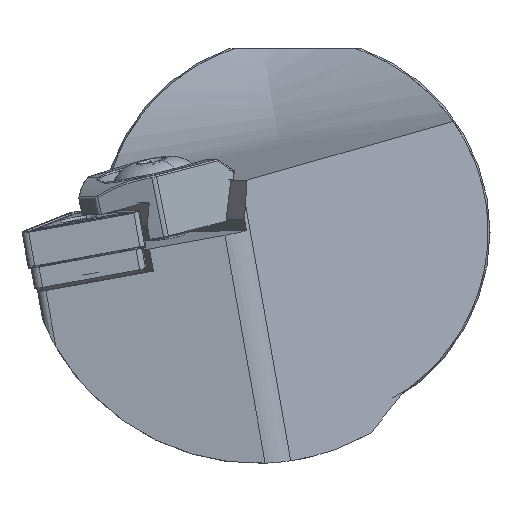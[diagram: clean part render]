
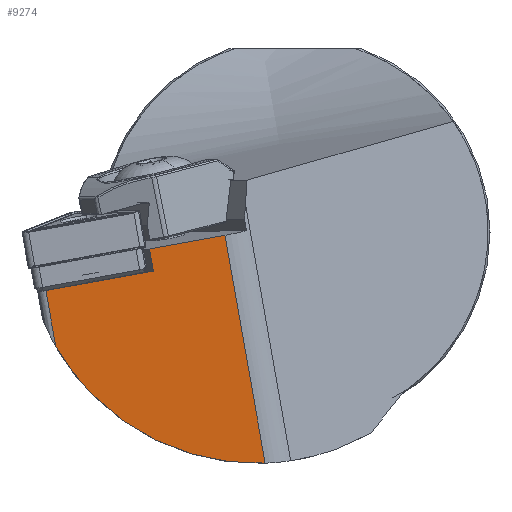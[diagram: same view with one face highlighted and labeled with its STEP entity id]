
A CAD part, left-side view. The second image highlights one B-rep face of the part: STEP entity #9274.
In plain terms, the highlighted planar face has unit normal (-0.993, -0.069, -0.094).
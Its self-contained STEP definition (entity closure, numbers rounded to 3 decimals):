
#91 = VECTOR ( 'NONE', #7033, 1000. ) ;
#637 = CARTESIAN_POINT ( 'NONE',  ( -245.021, -15.501, -3.267 ) ) ;
#984 = EDGE_CURVE ( 'NONE', #8969, #3153, #3515, .T. ) ;
#1029 = LINE ( 'NONE', #5879, #8756 ) ;
#1160 = FACE_OUTER_BOUND ( 'NONE', #7329, .T. ) ;
#1245 = AXIS2_PLACEMENT_3D ( 'NONE', #1994, #2067, #8797 ) ;
#1728 = CARTESIAN_POINT ( 'NONE',  ( -245.186, 6.197, -17.508 ) ) ;
#1741 = CARTESIAN_POINT ( 'NONE',  ( -186.979, -89.97, -562.896 ) ) ;
#1844 = EDGE_CURVE ( 'NONE', #5912, #8969, #2212, .T. ) ;
#1994 = CARTESIAN_POINT ( 'NONE',  ( -186.979, -89.97, -562.896 ) ) ;
#2067 = DIRECTION ( 'NONE',  ( 0.993, 0.069, 0.094 ) ) ;
#2097 = VERTEX_POINT ( 'NONE', #637 ) ;
#2212 = LINE ( 'NONE', #4003, #91 ) ;
#2558 = CARTESIAN_POINT ( 'NONE',  ( -245.528, -5.829, -5.026 ) ) ;
#2581 = VECTOR ( 'NONE', #7360, 1000. ) ;
#2792 = CARTESIAN_POINT ( 'NONE',  ( -185.75, -113.426, -558.628 ) ) ;
#2895 = CARTESIAN_POINT ( 'NONE',  ( -245.95, 7.458, -10.355 ) ) ;
#3153 = VERTEX_POINT ( 'NONE', #2558 ) ;
#3245 =( BOUNDED_CURVE ( )  B_SPLINE_CURVE ( 3, ( #7191, #8698, #6351, #5666 ),
 .UNSPECIFIED., .F., .F. ) 
 B_SPLINE_CURVE_WITH_KNOTS ( ( 4, 4 ),
 ( 3.74, 4.83 ),
 .UNSPECIFIED. ) 
 CURVE ( )  GEOMETRIC_REPRESENTATION_ITEM ( )  RATIONAL_B_SPLINE_CURVE ( ( 1., 0.903, 0.903, 1. ) ) 
 REPRESENTATION_ITEM ( '' )  );
#3515 = LINE ( 'NONE', #5544, #4460 ) ;
#3552 = LINE ( 'NONE', #1741, #7743 ) ;
#3712 = CARTESIAN_POINT ( 'NONE',  ( -245.227, -6.327, -7.847 ) ) ;
#4003 = CARTESIAN_POINT ( 'NONE',  ( -245.95, 7.458, -10.355 ) ) ;
#4041 = DIRECTION ( 'NONE',  ( -0.105, 0.173, 0.979 ) ) ;
#4278 = ORIENTED_EDGE ( 'NONE', *, *, #1844, .F. ) ;
#4282 = EDGE_CURVE ( 'NONE', #8771, #2097, #6558, .T. ) ;
#4460 = VECTOR ( 'NONE', #7837, 1000. ) ;
#4931 = EDGE_CURVE ( 'NONE', #3153, #2097, #1029, .T. ) ;
#5162 = ORIENTED_EDGE ( 'NONE', *, *, #8321, .F. ) ;
#5477 = ORIENTED_EDGE ( 'NONE', *, *, #984, .F. ) ;
#5544 = CARTESIAN_POINT ( 'NONE',  ( -186.257, -103.754, -560.388 ) ) ;
#5666 = CARTESIAN_POINT ( 'NONE',  ( -245.186, 6.197, -17.508 ) ) ;
#5879 = CARTESIAN_POINT ( 'NONE',  ( -246.251, 7.956, -7.534 ) ) ;
#5912 = VERTEX_POINT ( 'NONE', #2895 ) ;
#6351 = CARTESIAN_POINT ( 'NONE',  ( -243.864, 0.59, -27.37 ) ) ;
#6558 = LINE ( 'NONE', #2792, #2581 ) ;
#6760 = ORIENTED_EDGE ( 'NONE', *, *, #7893, .F. ) ;
#7033 = DIRECTION ( 'NONE',  ( 0.051, -0.983, 0.179 ) ) ;
#7191 = CARTESIAN_POINT ( 'NONE',  ( -241.903, -20.653, -32.484 ) ) ;
#7329 = EDGE_LOOP ( 'NONE', ( #5477, #4278, #5162, #6760, #9572, #9138 ) ) ;
#7360 = DIRECTION ( 'NONE',  ( -0.105, 0.173, 0.979 ) ) ;
#7743 = VECTOR ( 'NONE', #4041, 1000. ) ;
#7837 = DIRECTION ( 'NONE',  ( -0.105, 0.173, 0.979 ) ) ;
#7893 = EDGE_CURVE ( 'NONE', #8771, #9402, #3245, .T. ) ;
#8010 = DIRECTION ( 'NONE',  ( 0.051, -0.983, 0.179 ) ) ;
#8083 = PLANE ( 'NONE',  #1245 ) ;
#8321 = EDGE_CURVE ( 'NONE', #9402, #5912, #3552, .T. ) ;
#8698 = CARTESIAN_POINT ( 'NONE',  ( -242.653, -9.317, -32.895 ) ) ;
#8756 = VECTOR ( 'NONE', #8010, 1000. ) ;
#8771 = VERTEX_POINT ( 'NONE', #9300 ) ;
#8797 = DIRECTION ( 'NONE',  ( 0., -0.805, 0.593 ) ) ;
#8969 = VERTEX_POINT ( 'NONE', #3712 ) ;
#9138 = ORIENTED_EDGE ( 'NONE', *, *, #4931, .F. ) ;
#9274 = ADVANCED_FACE ( 'NONE', ( #1160 ), #8083, .F. ) ;
#9300 = CARTESIAN_POINT ( 'NONE',  ( -241.903, -20.653, -32.484 ) ) ;
#9402 = VERTEX_POINT ( 'NONE', #1728 ) ;
#9572 = ORIENTED_EDGE ( 'NONE', *, *, #4282, .T. ) ;
